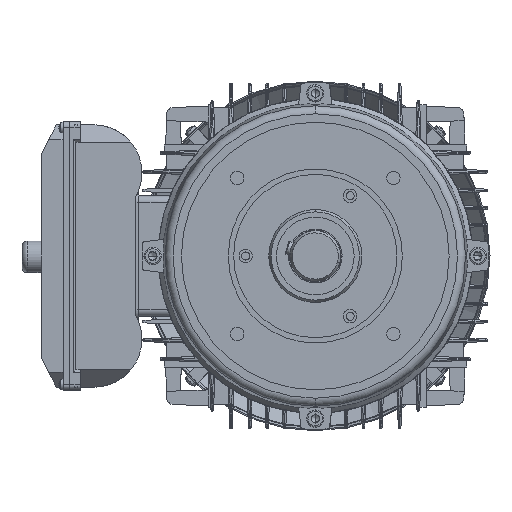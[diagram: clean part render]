
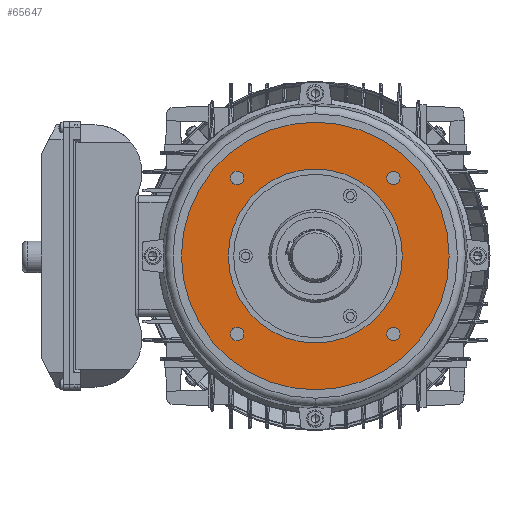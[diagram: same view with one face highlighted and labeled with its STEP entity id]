
A CAD part, left-side view. The second image highlights one B-rep face of the part: STEP entity #65647.
In plain terms, the highlighted planar face has unit normal (-1, 0, 0).
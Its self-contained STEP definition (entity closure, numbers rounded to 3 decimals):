
#938 = AXIS2_PLACEMENT_3D ( 'NONE', #36586, #18048, #180838 ) ;
#1085 = CARTESIAN_POINT ( 'NONE',  ( 3.5, -58.336, -53.336 ) ) ;
#1139 = CARTESIAN_POINT ( 'NONE',  ( 3.5, 58.336, 53.336 ) ) ;
#3546 = DIRECTION ( 'NONE',  ( 0., 0., -1. ) ) ;
#4506 = CARTESIAN_POINT ( 'NONE',  ( 3.5, 58.336, 58.336 ) ) ;
#5016 = DIRECTION ( 'NONE',  ( 0., 0., -1. ) ) ;
#5601 = FACE_BOUND ( 'NONE', #108758, .T. ) ;
#5748 = EDGE_CURVE ( 'NONE', #74409, #151634, #69932, .T. ) ;
#6421 = ORIENTED_EDGE ( 'NONE', *, *, #74750, .F. ) ;
#6537 = VERTEX_POINT ( 'NONE', #152944 ) ;
#6616 = DIRECTION ( 'NONE',  ( 1., 0., 0. ) ) ;
#7938 = DIRECTION ( 'NONE',  ( -1., 0., 0. ) ) ;
#9885 = CIRCLE ( 'NONE', #65041, 5. ) ;
#12315 = DIRECTION ( 'NONE',  ( 1., 0., 0. ) ) ;
#14983 = FACE_BOUND ( 'NONE', #58321, .T. ) ;
#16099 = AXIS2_PLACEMENT_3D ( 'NONE', #141625, #123109, #104529 ) ;
#16220 = ORIENTED_EDGE ( 'NONE', *, *, #154356, .T. ) ;
#17729 = EDGE_CURVE ( 'NONE', #49956, #6537, #36238, .T. ) ;
#18048 = DIRECTION ( 'NONE',  ( 1., 0., 0. ) ) ;
#21252 = AXIS2_PLACEMENT_3D ( 'NONE', #26514, #7938, #170765 ) ;
#22172 = DIRECTION ( 'NONE',  ( 1., 0., 0. ) ) ;
#22956 = CIRCLE ( 'NONE', #61952, 5. ) ;
#23633 = DIRECTION ( 'NONE',  ( 1., 0., 0. ) ) ;
#23925 = ORIENTED_EDGE ( 'NONE', *, *, #108709, .T. ) ;
#24366 = FACE_BOUND ( 'NONE', #145280, .T. ) ;
#25230 = CARTESIAN_POINT ( 'NONE',  ( 3.5, -58.336, 58.336 ) ) ;
#26514 = CARTESIAN_POINT ( 'NONE',  ( 3.5, 0., 0. ) ) ;
#29030 = FACE_OUTER_BOUND ( 'NONE', #46329, .T. ) ;
#30838 = CARTESIAN_POINT ( 'NONE',  ( 3.5, 58.336, -58.336 ) ) ;
#36238 = CIRCLE ( 'NONE', #96860, 5. ) ;
#36586 = CARTESIAN_POINT ( 'NONE',  ( 3.5, 65., 0. ) ) ;
#37596 = DIRECTION ( 'NONE',  ( 0., 0., -1. ) ) ;
#38788 = ORIENTED_EDGE ( 'NONE', *, *, #134491, .T. ) ;
#40493 = DIRECTION ( 'NONE',  ( 0., 0., -1. ) ) ;
#40737 = CARTESIAN_POINT ( 'NONE',  ( 3.5, 58.336, -58.336 ) ) ;
#40825 = VERTEX_POINT ( 'NONE', #87216 ) ;
#42136 = DIRECTION ( 'NONE',  ( 0., 0., 1. ) ) ;
#42193 = CARTESIAN_POINT ( 'NONE',  ( 3.5, -58.336, -58.336 ) ) ;
#42635 = CIRCLE ( 'NONE', #21252, 65. ) ;
#46329 = EDGE_LOOP ( 'NONE', ( #23925, #16220 ) ) ;
#48547 = DIRECTION ( 'NONE',  ( 0., 0., 1. ) ) ;
#49956 = VERTEX_POINT ( 'NONE', #132418 ) ;
#53884 = VERTEX_POINT ( 'NONE', #103593 ) ;
#55286 = PLANE ( 'NONE',  #938 ) ;
#56276 = DIRECTION ( 'NONE',  ( 1., 0., 0. ) ) ;
#58321 = EDGE_LOOP ( 'NONE', ( #177223, #67144 ) ) ;
#59158 = DIRECTION ( 'NONE',  ( 1., 0., 0. ) ) ;
#60810 = DIRECTION ( 'NONE',  ( -1., 0., 0. ) ) ;
#61952 = AXIS2_PLACEMENT_3D ( 'NONE', #133410, #59158, #40493 ) ;
#63800 = CARTESIAN_POINT ( 'NONE',  ( 3.5, 0., 65. ) ) ;
#65041 = AXIS2_PLACEMENT_3D ( 'NONE', #4506, #148779, #130215 ) ;
#65647 = ADVANCED_FACE ( 'NONE', ( #172983, #168289, #5601, #14983, #24366, #29030 ), #55286, .F. ) ;
#67082 = ORIENTED_EDGE ( 'NONE', *, *, #149096, .T. ) ;
#67144 = ORIENTED_EDGE ( 'NONE', *, *, #68342, .T. ) ;
#67235 = DIRECTION ( 'NONE',  ( -1., 0., 0. ) ) ;
#67459 = CIRCLE ( 'NONE', #173704, 65. ) ;
#67892 = VERTEX_POINT ( 'NONE', #142760 ) ;
#68342 = EDGE_CURVE ( 'NONE', #71211, #132125, #118144, .T. ) ;
#69932 = CIRCLE ( 'NONE', #103834, 5. ) ;
#71211 = VERTEX_POINT ( 'NONE', #179140 ) ;
#74409 = VERTEX_POINT ( 'NONE', #131693 ) ;
#74750 = EDGE_CURVE ( 'NONE', #53884, #172020, #42635, .T. ) ;
#76302 = EDGE_LOOP ( 'NONE', ( #143586, #161370 ) ) ;
#79203 = DIRECTION ( 'NONE',  ( 0., 0., -1. ) ) ;
#79469 = CARTESIAN_POINT ( 'NONE',  ( 3.5, 0., 0. ) ) ;
#82314 = AXIS2_PLACEMENT_3D ( 'NONE', #116193, #97690, #79203 ) ;
#83412 = EDGE_CURVE ( 'NONE', #143033, #40825, #161634, .T. ) ;
#87216 = CARTESIAN_POINT ( 'NONE',  ( 3.5, -58.336, -63.336 ) ) ;
#93457 = CARTESIAN_POINT ( 'NONE',  ( 3.5, 58.336, 58.336 ) ) ;
#94089 = ORIENTED_EDGE ( 'NONE', *, *, #162156, .F. ) ;
#96860 = AXIS2_PLACEMENT_3D ( 'NONE', #40737, #22172, #3546 ) ;
#97690 = DIRECTION ( 'NONE',  ( 1., 0., 0. ) ) ;
#99919 = ORIENTED_EDGE ( 'NONE', *, *, #5748, .T. ) ;
#103593 = CARTESIAN_POINT ( 'NONE',  ( 3.5, 0., -65. ) ) ;
#103834 = AXIS2_PLACEMENT_3D ( 'NONE', #25230, #6616, #169459 ) ;
#104307 = CARTESIAN_POINT ( 'NONE',  ( 3.5, 0., 0. ) ) ;
#104529 = DIRECTION ( 'NONE',  ( 0., 0., 1. ) ) ;
#107317 = CIRCLE ( 'NONE', #148882, 5. ) ;
#108709 = EDGE_CURVE ( 'NONE', #134558, #67892, #113095, .T. ) ;
#108758 = EDGE_LOOP ( 'NONE', ( #67082, #157736 ) ) ;
#113095 = CIRCLE ( 'NONE', #16099, 100. ) ;
#113131 = EDGE_CURVE ( 'NONE', #40825, #143033, #116700, .T. ) ;
#115871 = CARTESIAN_POINT ( 'NONE',  ( 3.5, 0., 100. ) ) ;
#116193 = CARTESIAN_POINT ( 'NONE',  ( 3.5, -58.336, -58.336 ) ) ;
#116700 = CIRCLE ( 'NONE', #82314, 5. ) ;
#118144 = CIRCLE ( 'NONE', #162806, 5. ) ;
#123109 = DIRECTION ( 'NONE',  ( -1., 0., 0. ) ) ;
#123956 = AXIS2_PLACEMENT_3D ( 'NONE', #104307, #67235, #48547 ) ;
#130215 = DIRECTION ( 'NONE',  ( 0., 0., -1. ) ) ;
#131693 = CARTESIAN_POINT ( 'NONE',  ( 3.5, -58.336, 63.336 ) ) ;
#132125 = VERTEX_POINT ( 'NONE', #1139 ) ;
#132418 = CARTESIAN_POINT ( 'NONE',  ( 3.5, 58.336, -53.336 ) ) ;
#133410 = CARTESIAN_POINT ( 'NONE',  ( 3.5, -58.336, 58.336 ) ) ;
#134491 = EDGE_CURVE ( 'NONE', #151634, #74409, #22956, .T. ) ;
#134558 = VERTEX_POINT ( 'NONE', #115871 ) ;
#141226 = AXIS2_PLACEMENT_3D ( 'NONE', #42193, #23633, #5016 ) ;
#141625 = CARTESIAN_POINT ( 'NONE',  ( 3.5, 0., 0. ) ) ;
#142760 = CARTESIAN_POINT ( 'NONE',  ( 3.5, 0., -100. ) ) ;
#143033 = VERTEX_POINT ( 'NONE', #1085 ) ;
#143586 = ORIENTED_EDGE ( 'NONE', *, *, #113131, .T. ) ;
#145280 = EDGE_LOOP ( 'NONE', ( #94089, #6421 ) ) ;
#148779 = DIRECTION ( 'NONE',  ( 1., 0., 0. ) ) ;
#148882 = AXIS2_PLACEMENT_3D ( 'NONE', #30838, #12315, #175150 ) ;
#149096 = EDGE_CURVE ( 'NONE', #6537, #49956, #107317, .T. ) ;
#151634 = VERTEX_POINT ( 'NONE', #167063 ) ;
#152944 = CARTESIAN_POINT ( 'NONE',  ( 3.5, 58.336, -63.336 ) ) ;
#154356 = EDGE_CURVE ( 'NONE', #67892, #134558, #181330, .T. ) ;
#157736 = ORIENTED_EDGE ( 'NONE', *, *, #17729, .T. ) ;
#161370 = ORIENTED_EDGE ( 'NONE', *, *, #83412, .T. ) ;
#161634 = CIRCLE ( 'NONE', #141226, 5. ) ;
#162156 = EDGE_CURVE ( 'NONE', #172020, #53884, #67459, .T. ) ;
#162806 = AXIS2_PLACEMENT_3D ( 'NONE', #93457, #56276, #37596 ) ;
#167063 = CARTESIAN_POINT ( 'NONE',  ( 3.5, -58.336, 53.336 ) ) ;
#168289 = FACE_BOUND ( 'NONE', #76302, .T. ) ;
#169459 = DIRECTION ( 'NONE',  ( 0., 0., -1. ) ) ;
#169933 = EDGE_LOOP ( 'NONE', ( #38788, #99919 ) ) ;
#170765 = DIRECTION ( 'NONE',  ( 0., 0., 1. ) ) ;
#172020 = VERTEX_POINT ( 'NONE', #63800 ) ;
#172983 = FACE_BOUND ( 'NONE', #169933, .T. ) ;
#173704 = AXIS2_PLACEMENT_3D ( 'NONE', #79469, #60810, #42136 ) ;
#175150 = DIRECTION ( 'NONE',  ( 0., 0., -1. ) ) ;
#177223 = ORIENTED_EDGE ( 'NONE', *, *, #177359, .T. ) ;
#177359 = EDGE_CURVE ( 'NONE', #132125, #71211, #9885, .T. ) ;
#179140 = CARTESIAN_POINT ( 'NONE',  ( 3.5, 58.336, 63.336 ) ) ;
#180838 = DIRECTION ( 'NONE',  ( 0., 0., -1. ) ) ;
#181330 = CIRCLE ( 'NONE', #123956, 100. ) ;
